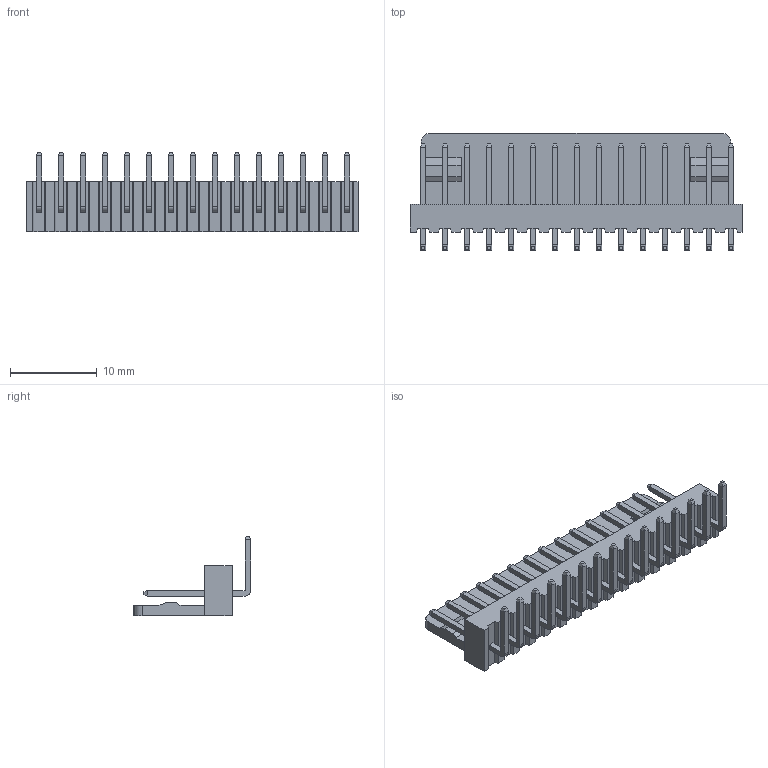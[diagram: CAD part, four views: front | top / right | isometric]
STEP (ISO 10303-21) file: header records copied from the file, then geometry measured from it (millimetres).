
FILE_DESCRIPTION (( 'STEP AP214' ), '1' );
FILE_NAME ('11634, SWR25X-NRTC-S15-RA-BA.STEP', '2012-09-20T01:54:16', ( '' ), ( '' ), 'SwSTEP 2.0', 'SolidWorks 2012', '' );
FILE_SCHEMA (( 'AUTOMOTIVE_DESIGN' ));
Length unit declared in the file: millimetre
Products named in the file (1): 11634, SWR25X-NRTC-S15-RA-BA
Bounding box: 38.34 x 13.52 x 9.2 mm (x, y, z)
Volume: 1103.5 mm3; surface area: 1950.1 mm2
Topology: 1 solids, 1 shells, 395 faces, 969 edges, 606 vertices
Faces by surface type: plane 378, cylinder 17
Entity records: 11291 total; most frequent: CARTESIAN_POINT 1971, ORIENTED_EDGE 1938, DIRECTION 1795, EDGE_CURVE 969, LINE 935, VECTOR 935, VERTEX_POINT 606, AXIS2_PLACEMENT_3D 430
